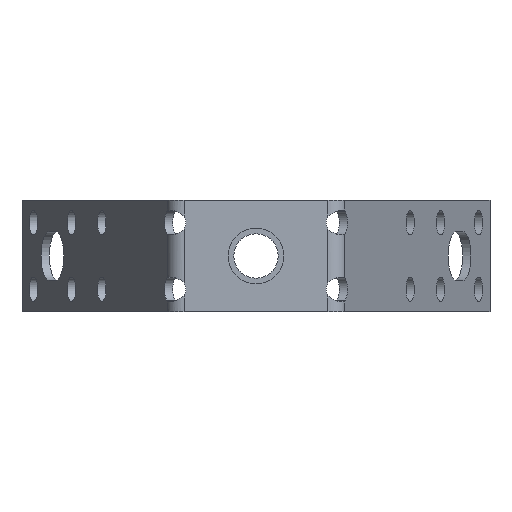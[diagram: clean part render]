
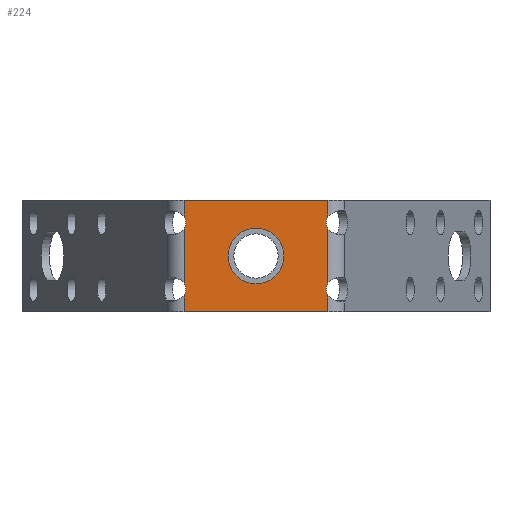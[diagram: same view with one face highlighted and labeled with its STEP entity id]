
A CAD part, front view. The second image highlights one B-rep face of the part: STEP entity #224.
In plain terms, the highlighted planar face has unit normal (0, -1, 0).
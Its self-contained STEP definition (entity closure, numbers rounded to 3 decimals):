
#9 = LINE ( 'NONE', #2139, #691 ) ;
#13 = LINE ( 'NONE', #3154, #2510 ) ;
#65 = DIRECTION ( 'NONE',  ( 0., 0., -1. ) ) ;
#109 = VERTEX_POINT ( 'NONE', #675 ) ;
#128 = DIRECTION ( 'NONE',  ( 0., 0., -1. ) ) ;
#224 = ADVANCED_FACE ( 'NONE', ( #573, #756 ), #2375, .T. ) ;
#229 = DIRECTION ( 'NONE',  ( 0., 1., 0. ) ) ;
#254 = LINE ( 'NONE', #3563, #3605 ) ;
#262 = DIRECTION ( 'NONE',  ( 0., 0., -1. ) ) ;
#284 = DIRECTION ( 'NONE',  ( 0., -1., 0. ) ) ;
#296 = DIRECTION ( 'NONE',  ( 0., 0., -1. ) ) ;
#312 = VERTEX_POINT ( 'NONE', #1197 ) ;
#362 = CARTESIAN_POINT ( 'NONE',  ( 16.199, 0., -12.5 ) ) ;
#573 = FACE_OUTER_BOUND ( 'NONE', #2602, .T. ) ;
#619 = CARTESIAN_POINT ( 'NONE',  ( 18.514, 0., -7.5 ) ) ;
#675 = CARTESIAN_POINT ( 'NONE',  ( 16.199, 0., -6.015 ) ) ;
#691 = VECTOR ( 'NONE', #128, 1000. ) ;
#721 = ORIENTED_EDGE ( 'NONE', *, *, #795, .T. ) ;
#729 = CARTESIAN_POINT ( 'NONE',  ( 16.199, 0., 6.015 ) ) ;
#737 = VERTEX_POINT ( 'NONE', #2354 ) ;
#747 = ORIENTED_EDGE ( 'NONE', *, *, #3176, .T. ) ;
#756 = FACE_BOUND ( 'NONE', #3400, .T. ) ;
#782 = ORIENTED_EDGE ( 'NONE', *, *, #3279, .T. ) ;
#783 = AXIS2_PLACEMENT_3D ( 'NONE', #3499, #3462, #2059 ) ;
#790 = CIRCLE ( 'NONE', #2251, 2.75 ) ;
#795 = EDGE_CURVE ( 'NONE', #2040, #3258, #2972, .T. ) ;
#802 = AXIS2_PLACEMENT_3D ( 'NONE', #619, #2647, #938 ) ;
#938 = DIRECTION ( 'NONE',  ( 0., 0., -1. ) ) ;
#972 = EDGE_CURVE ( 'NONE', #1972, #1290, #1210, .T. ) ;
#1003 = EDGE_CURVE ( 'NONE', #2334, #1179, #254, .T. ) ;
#1004 = VERTEX_POINT ( 'NONE', #729 ) ;
#1109 = ORIENTED_EDGE ( 'NONE', *, *, #2324, .F. ) ;
#1122 = ORIENTED_EDGE ( 'NONE', *, *, #2622, .T. ) ;
#1135 = EDGE_CURVE ( 'NONE', #1488, #312, #2994, .T. ) ;
#1179 = VERTEX_POINT ( 'NONE', #1417 ) ;
#1197 = CARTESIAN_POINT ( 'NONE',  ( -16.199, 0., 8.985 ) ) ;
#1210 = CIRCLE ( 'NONE', #1216, 6.25 ) ;
#1216 = AXIS2_PLACEMENT_3D ( 'NONE', #3254, #3003, #2991 ) ;
#1267 = CARTESIAN_POINT ( 'NONE',  ( -16.199, 0., 12.5 ) ) ;
#1277 = ORIENTED_EDGE ( 'NONE', *, *, #1135, .T. ) ;
#1290 = VERTEX_POINT ( 'NONE', #2690 ) ;
#1329 = VERTEX_POINT ( 'NONE', #2926 ) ;
#1417 = CARTESIAN_POINT ( 'NONE',  ( -16.199, 0., -12.5 ) ) ;
#1445 = DIRECTION ( 'NONE',  ( 0., 0., -1. ) ) ;
#1465 = CARTESIAN_POINT ( 'NONE',  ( -16.199, 0., 12.5 ) ) ;
#1481 = DIRECTION ( 'NONE',  ( -1., 0., 0. ) ) ;
#1488 = VERTEX_POINT ( 'NONE', #1267 ) ;
#1534 = DIRECTION ( 'NONE',  ( 0., 1., 0. ) ) ;
#1594 = VERTEX_POINT ( 'NONE', #2981 ) ;
#1598 = DIRECTION ( 'NONE',  ( 0., 1., 0. ) ) ;
#1613 = DIRECTION ( 'NONE',  ( 0., 0., -1. ) ) ;
#1623 = CARTESIAN_POINT ( 'NONE',  ( -16.199, 0., 12.5 ) ) ;
#1740 = VECTOR ( 'NONE', #1445, 1000. ) ;
#1752 = ORIENTED_EDGE ( 'NONE', *, *, #2027, .T. ) ;
#1807 = CARTESIAN_POINT ( 'NONE',  ( 16.199, 0., 12.5 ) ) ;
#1809 = CARTESIAN_POINT ( 'NONE',  ( 0., 0., -6.25 ) ) ;
#1815 = ORIENTED_EDGE ( 'NONE', *, *, #3625, .T. ) ;
#1857 = AXIS2_PLACEMENT_3D ( 'NONE', #3385, #284, #262 ) ;
#1881 = ORIENTED_EDGE ( 'NONE', *, *, #2585, .F. ) ;
#1900 = LINE ( 'NONE', #1807, #3456 ) ;
#1938 = CARTESIAN_POINT ( 'NONE',  ( 0., 0., 0. ) ) ;
#1972 = VERTEX_POINT ( 'NONE', #1809 ) ;
#2007 = EDGE_CURVE ( 'NONE', #1004, #109, #9, .T. ) ;
#2027 = EDGE_CURVE ( 'NONE', #312, #1594, #790, .T. ) ;
#2039 = ORIENTED_EDGE ( 'NONE', *, *, #1003, .F. ) ;
#2040 = VERTEX_POINT ( 'NONE', #2163 ) ;
#2059 = DIRECTION ( 'NONE',  ( 0., 0., 1. ) ) ;
#2139 = CARTESIAN_POINT ( 'NONE',  ( 16.199, 0., 12.5 ) ) ;
#2163 = CARTESIAN_POINT ( 'NONE',  ( -16.199, 0., -6.015 ) ) ;
#2225 = DIRECTION ( 'NONE',  ( 0., 0., 1. ) ) ;
#2251 = AXIS2_PLACEMENT_3D ( 'NONE', #3278, #1598, #3530 ) ;
#2324 = EDGE_CURVE ( 'NONE', #1329, #737, #1900, .T. ) ;
#2334 = VERTEX_POINT ( 'NONE', #362 ) ;
#2354 = CARTESIAN_POINT ( 'NONE',  ( 16.199, 0., 8.985 ) ) ;
#2375 = PLANE ( 'NONE',  #1857 ) ;
#2406 = ORIENTED_EDGE ( 'NONE', *, *, #972, .T. ) ;
#2445 = VECTOR ( 'NONE', #3297, 1000. ) ;
#2447 = ORIENTED_EDGE ( 'NONE', *, *, #2007, .F. ) ;
#2510 = VECTOR ( 'NONE', #1481, 1000. ) ;
#2529 = VERTEX_POINT ( 'NONE', #3616 ) ;
#2580 = VECTOR ( 'NONE', #1613, 1000. ) ;
#2585 = EDGE_CURVE ( 'NONE', #2529, #2334, #3311, .T. ) ;
#2602 = EDGE_LOOP ( 'NONE', ( #2937, #2447, #2652, #1109, #1122, #1277, #1752, #1815, #721, #747, #2039, #1881 ) ) ;
#2622 = EDGE_CURVE ( 'NONE', #1329, #1488, #13, .T. ) ;
#2647 = DIRECTION ( 'NONE',  ( 0., 1., 0. ) ) ;
#2652 = ORIENTED_EDGE ( 'NONE', *, *, #3021, .T. ) ;
#2679 = CIRCLE ( 'NONE', #802, 2.75 ) ;
#2690 = CARTESIAN_POINT ( 'NONE',  ( 0., 0., 6.25 ) ) ;
#2926 = CARTESIAN_POINT ( 'NONE',  ( 16.199, 0., 12.5 ) ) ;
#2937 = ORIENTED_EDGE ( 'NONE', *, *, #2945, .T. ) ;
#2945 = EDGE_CURVE ( 'NONE', #2529, #109, #2679, .T. ) ;
#2972 = CIRCLE ( 'NONE', #783, 2.75 ) ;
#2981 = CARTESIAN_POINT ( 'NONE',  ( -16.199, 0., 6.015 ) ) ;
#2991 = DIRECTION ( 'NONE',  ( 0., 0., 1. ) ) ;
#2994 = LINE ( 'NONE', #1465, #3085 ) ;
#3003 = DIRECTION ( 'NONE',  ( 0., 1., 0. ) ) ;
#3021 = EDGE_CURVE ( 'NONE', #1004, #737, #3306, .T. ) ;
#3085 = VECTOR ( 'NONE', #296, 1000. ) ;
#3154 = CARTESIAN_POINT ( 'NONE',  ( -19., 0., 12.5 ) ) ;
#3170 = LINE ( 'NONE', #1623, #2445 ) ;
#3176 = EDGE_CURVE ( 'NONE', #3258, #1179, #3170, .T. ) ;
#3205 = LINE ( 'NONE', #3291, #2580 ) ;
#3208 = CARTESIAN_POINT ( 'NONE',  ( 18.514, 0., 7.5 ) ) ;
#3254 = CARTESIAN_POINT ( 'NONE',  ( 0., 0., 0. ) ) ;
#3256 = CIRCLE ( 'NONE', #3315, 6.25 ) ;
#3258 = VERTEX_POINT ( 'NONE', #3571 ) ;
#3278 = CARTESIAN_POINT ( 'NONE',  ( -18.514, 0., 7.5 ) ) ;
#3279 = EDGE_CURVE ( 'NONE', #1290, #1972, #3256, .T. ) ;
#3291 = CARTESIAN_POINT ( 'NONE',  ( -16.199, 0., 12.5 ) ) ;
#3297 = DIRECTION ( 'NONE',  ( 0., 0., -1. ) ) ;
#3298 = DIRECTION ( 'NONE',  ( -1., 0., 0. ) ) ;
#3306 = CIRCLE ( 'NONE', #3516, 2.75 ) ;
#3311 = LINE ( 'NONE', #3643, #1740 ) ;
#3315 = AXIS2_PLACEMENT_3D ( 'NONE', #1938, #229, #2225 ) ;
#3385 = CARTESIAN_POINT ( 'NONE',  ( -19., 0., 12.5 ) ) ;
#3400 = EDGE_LOOP ( 'NONE', ( #782, #2406 ) ) ;
#3456 = VECTOR ( 'NONE', #65, 1000. ) ;
#3462 = DIRECTION ( 'NONE',  ( 0., 1., 0. ) ) ;
#3463 = DIRECTION ( 'NONE',  ( 0., 0., 1. ) ) ;
#3499 = CARTESIAN_POINT ( 'NONE',  ( -18.514, 0., -7.5 ) ) ;
#3516 = AXIS2_PLACEMENT_3D ( 'NONE', #3208, #1534, #3463 ) ;
#3530 = DIRECTION ( 'NONE',  ( 0., 0., -1. ) ) ;
#3563 = CARTESIAN_POINT ( 'NONE',  ( -19., 0., -12.5 ) ) ;
#3571 = CARTESIAN_POINT ( 'NONE',  ( -16.199, 0., -8.985 ) ) ;
#3605 = VECTOR ( 'NONE', #3298, 1000. ) ;
#3616 = CARTESIAN_POINT ( 'NONE',  ( 16.199, 0., -8.985 ) ) ;
#3625 = EDGE_CURVE ( 'NONE', #1594, #2040, #3205, .T. ) ;
#3643 = CARTESIAN_POINT ( 'NONE',  ( 16.199, 0., 12.5 ) ) ;
